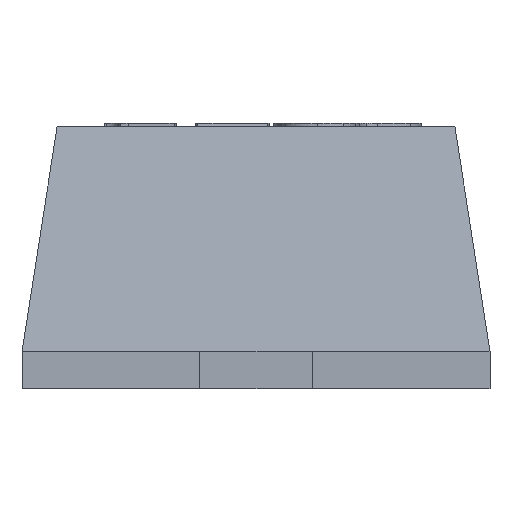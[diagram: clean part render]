
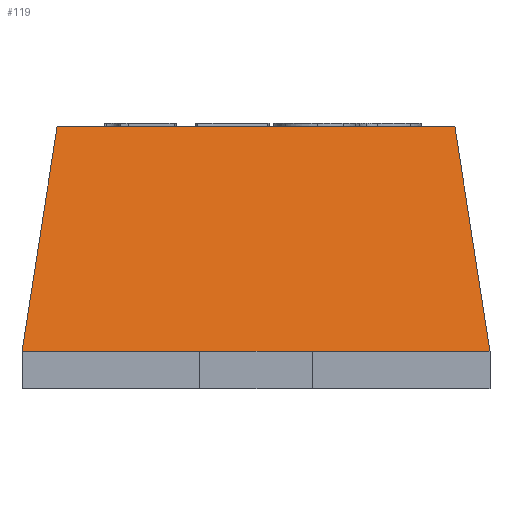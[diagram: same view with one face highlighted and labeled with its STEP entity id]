
A CAD part, left-side view. The second image highlights one B-rep face of the part: STEP entity #119.
In plain terms, the highlighted free-form (B-spline) face has degree [1, 1] with [2, 2] control points.
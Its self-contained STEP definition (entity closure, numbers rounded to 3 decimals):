
#22 = VERTEX_POINT('',#23);
#23 = CARTESIAN_POINT('',(-0.723,0.531,0.7));
#40 = VERTEX_POINT('',#41);
#41 = CARTESIAN_POINT('',(-0.723,-0.531,0.7));
#47 = EDGE_CURVE('',#22,#40,#48,.T.);
#48 = LINE('',#49,#50);
#49 = CARTESIAN_POINT('',(-0.723,0.531,0.7));
#50 = VECTOR('',#51,1.);
#51 = DIRECTION('',(0.,-1.,0.));
#119 = ADVANCED_FACE('',(#120),#159,.T.);
#120 = FACE_BOUND('',#121,.T.);
#121 = EDGE_LOOP('',(#122,#132,#140,#148,#153,#154));
#122 = ORIENTED_EDGE('',*,*,#123,.T.);
#123 = EDGE_CURVE('',#124,#126,#128,.T.);
#124 = VERTEX_POINT('',#125);
#125 = CARTESIAN_POINT('',(-0.85,0.625,0.1));
#126 = VERTEX_POINT('',#127);
#127 = CARTESIAN_POINT('',(-0.85,0.15,0.1));
#128 = LINE('',#129,#130);
#129 = CARTESIAN_POINT('',(-0.85,0.625,0.1));
#130 = VECTOR('',#131,1.);
#131 = DIRECTION('',(0.,-1.,0.));
#132 = ORIENTED_EDGE('',*,*,#133,.F.);
#133 = EDGE_CURVE('',#134,#126,#136,.T.);
#134 = VERTEX_POINT('',#135);
#135 = CARTESIAN_POINT('',(-0.85,-0.15,0.1));
#136 = LINE('',#137,#138);
#137 = CARTESIAN_POINT('',(-0.85,-0.15,0.1));
#138 = VECTOR('',#139,1.);
#139 = DIRECTION('',(0.,1.,0.));
#140 = ORIENTED_EDGE('',*,*,#141,.T.);
#141 = EDGE_CURVE('',#134,#142,#144,.T.);
#142 = VERTEX_POINT('',#143);
#143 = CARTESIAN_POINT('',(-0.85,-0.625,0.1));
#144 = LINE('',#145,#146);
#145 = CARTESIAN_POINT('',(-0.85,0.625,0.1));
#146 = VECTOR('',#147,1.);
#147 = DIRECTION('',(0.,-1.,0.));
#148 = ORIENTED_EDGE('',*,*,#149,.T.);
#149 = EDGE_CURVE('',#142,#40,#150,.T.);
#150 = B_SPLINE_CURVE_WITH_KNOTS('',1,(#151,#152),.UNSPECIFIED.,.F.,.F.,
  (2,2),(0.,1.),.PIECEWISE_BEZIER_KNOTS.);
#151 = CARTESIAN_POINT('',(-0.85,-0.625,0.1));
#152 = CARTESIAN_POINT('',(-0.723,-0.531,0.7));
#153 = ORIENTED_EDGE('',*,*,#47,.F.);
#154 = ORIENTED_EDGE('',*,*,#155,.F.);
#155 = EDGE_CURVE('',#124,#22,#156,.T.);
#156 = B_SPLINE_CURVE_WITH_KNOTS('',1,(#157,#158),.UNSPECIFIED.,.F.,.F.,
  (2,2),(0.,1.),.PIECEWISE_BEZIER_KNOTS.);
#157 = CARTESIAN_POINT('',(-0.85,0.625,0.1));
#158 = CARTESIAN_POINT('',(-0.723,0.531,0.7));
#159 = B_SPLINE_SURFACE_WITH_KNOTS('',1,1,(
    (#160,#161)
    ,(#162,#163
    )),.UNSPECIFIED.,.F.,.F.,.F.,(2,2),(2,2),(0.,1.25),(0.,1.),
  .PIECEWISE_BEZIER_KNOTS.);
#160 = CARTESIAN_POINT('',(-0.85,0.625,0.1));
#161 = CARTESIAN_POINT('',(-0.723,0.531,0.7));
#162 = CARTESIAN_POINT('',(-0.85,-0.625,0.1));
#163 = CARTESIAN_POINT('',(-0.723,-0.531,0.7));
